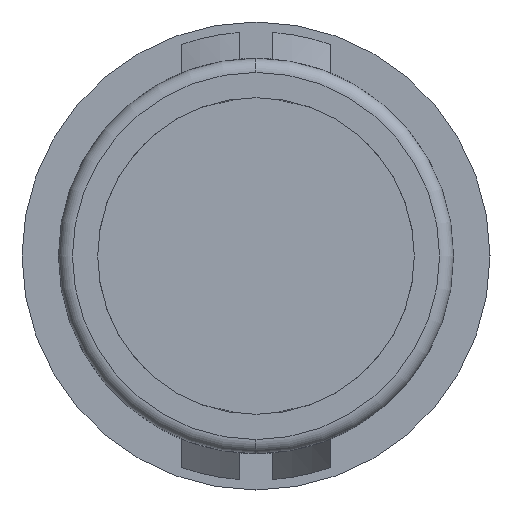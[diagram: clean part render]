
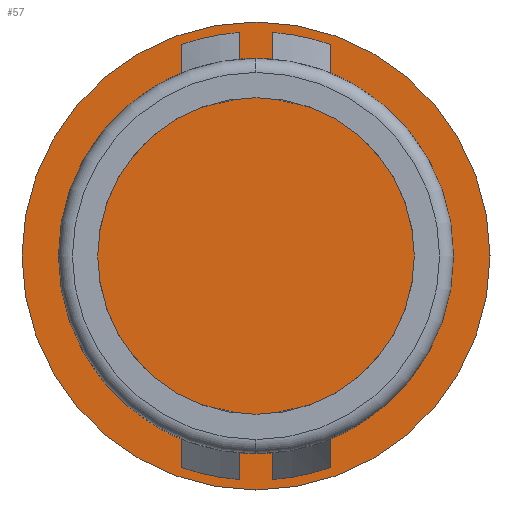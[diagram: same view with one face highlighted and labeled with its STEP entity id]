
A CAD part, front view. The second image highlights one B-rep face of the part: STEP entity #57.
In plain terms, the highlighted planar face has unit normal (0, -1, 0).
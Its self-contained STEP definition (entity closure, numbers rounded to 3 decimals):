
#37 = AXIS2_PLACEMENT_3D ( 'NONE', #867, #868, #869 ) ;
#57 = ADVANCED_FACE ( 'NONE', ( #107, #109, #111 ), #319, .T. ) ;
#100 = AXIS2_PLACEMENT_3D ( 'NONE', #951, #976, #977 ) ;
#104 = VECTOR ( 'NONE', #966, 1000. ) ;
#107 = FACE_BOUND ( 'NONE', #635, .T. ) ;
#109 = FACE_OUTER_BOUND ( 'NONE', #636, .T. ) ;
#111 = FACE_BOUND ( 'NONE', #637, .T. ) ;
#113 = AXIS2_PLACEMENT_3D ( 'NONE', #320, #321, #322 ) ;
#199 = AXIS2_PLACEMENT_3D ( 'NONE', #1283, #1284, #1285 ) ;
#212 = VECTOR ( 'NONE', #1437, 1000. ) ;
#216 = AXIS2_PLACEMENT_3D ( 'NONE', #1449, #1450, #1451 ) ;
#233 = EDGE_CURVE ( 'NONE', #1619, #1622, #709, .T. ) ;
#277 = VERTEX_POINT ( 'NONE', #1406 ) ;
#283 = VERTEX_POINT ( 'NONE', #1412 ) ;
#319 = PLANE ( 'NONE',  #113 ) ;
#320 = CARTESIAN_POINT ( 'NONE',  ( -7.05, 0., 0. ) ) ;
#321 = DIRECTION ( 'NONE',  ( 0., -1., 0. ) ) ;
#322 = DIRECTION ( 'NONE',  ( 0., 0., -1. ) ) ;
#369 = CARTESIAN_POINT ( 'NONE',  ( 0., 0., 0. ) ) ;
#370 = DIRECTION ( 'NONE',  ( 0., -1., 0. ) ) ;
#371 = DIRECTION ( 'NONE',  ( 0., 0., -1. ) ) ;
#418 = CIRCLE ( 'NONE', #100, 8.35 ) ;
#424 = CIRCLE ( 'NONE', #37, 7.05 ) ;
#430 = CIRCLE ( 'NONE', #1244, 8.35 ) ;
#500 = EDGE_CURVE ( 'NONE', #1619, #283, #1435, .T. ) ;
#504 = EDGE_CURVE ( 'NONE', #277, #1659, #712, .T. ) ;
#554 = EDGE_CURVE ( 'NONE', #1657, #283, #722, .T. ) ;
#635 = EDGE_LOOP ( 'NONE', ( #1057, #1100, #1067, #1106 ) ) ;
#636 = EDGE_LOOP ( 'NONE', ( #1081, #1576 ) ) ;
#637 = EDGE_LOOP ( 'NONE', ( #1579, #1126, #1101, #1588 ) ) ;
#691 = EDGE_CURVE ( 'NONE', #1644, #277, #964, .T. ) ;
#695 = EDGE_CURVE ( 'NONE', #1638, #1637, #418, .T. ) ;
#709 = CIRCLE ( 'NONE', #1180, 5.65 ) ;
#712 = CIRCLE ( 'NONE', #216, 5.65 ) ;
#722 = CIRCLE ( 'NONE', #199, 7.05 ) ;
#759 = CARTESIAN_POINT ( 'NONE',  ( -3.85, 0., 4.135 ) ) ;
#762 = CARTESIAN_POINT ( 'NONE',  ( -3.85, 0., -4.135 ) ) ;
#777 = CARTESIAN_POINT ( 'NONE',  ( 0., 0., 8.35 ) ) ;
#778 = CARTESIAN_POINT ( 'NONE',  ( 0., 0., -8.35 ) ) ;
#784 = CARTESIAN_POINT ( 'NONE',  ( 3.85, 0., -5.906 ) ) ;
#785 = CARTESIAN_POINT ( 'NONE',  ( 3.85, 0., 5.906 ) ) ;
#797 = CARTESIAN_POINT ( 'NONE',  ( -3.85, 0., -5.906 ) ) ;
#799 = CARTESIAN_POINT ( 'NONE',  ( 3.85, 0., 4.135 ) ) ;
#867 = CARTESIAN_POINT ( 'NONE',  ( 0., 0., 0. ) ) ;
#868 = DIRECTION ( 'NONE',  ( 0., 1., 0. ) ) ;
#869 = DIRECTION ( 'NONE',  ( 0., 0., 1. ) ) ;
#951 = CARTESIAN_POINT ( 'NONE',  ( 0., 0., 0. ) ) ;
#964 = LINE ( 'NONE', #965, #104 ) ;
#965 = CARTESIAN_POINT ( 'NONE',  ( 3.85, 0., -8.35 ) ) ;
#966 = DIRECTION ( 'NONE',  ( 0., 0., 1. ) ) ;
#976 = DIRECTION ( 'NONE',  ( 0., 1., 0. ) ) ;
#977 = DIRECTION ( 'NONE',  ( 0., 0., 1. ) ) ;
#1057 = ORIENTED_EDGE ( 'NONE', *, *, #554, .T. ) ;
#1067 = ORIENTED_EDGE ( 'NONE', *, *, #233, .T. ) ;
#1081 = ORIENTED_EDGE ( 'NONE', *, *, #1995, .F. ) ;
#1100 = ORIENTED_EDGE ( 'NONE', *, *, #500, .F. ) ;
#1101 = ORIENTED_EDGE ( 'NONE', *, *, #504, .T. ) ;
#1106 = ORIENTED_EDGE ( 'NONE', *, *, #1707, .F. ) ;
#1126 = ORIENTED_EDGE ( 'NONE', *, *, #691, .T. ) ;
#1180 = AXIS2_PLACEMENT_3D ( 'NONE', #369, #370, #371 ) ;
#1217 = VECTOR ( 'NONE', #1742, 1000. ) ;
#1244 = AXIS2_PLACEMENT_3D ( 'NONE', #1840, #1853, #1854 ) ;
#1254 = VECTOR ( 'NONE', #1912, 1000. ) ;
#1283 = CARTESIAN_POINT ( 'NONE',  ( 0., 0., 0. ) ) ;
#1284 = DIRECTION ( 'NONE',  ( 0., 1., 0. ) ) ;
#1285 = DIRECTION ( 'NONE',  ( 0., 0., 1. ) ) ;
#1406 = CARTESIAN_POINT ( 'NONE',  ( 3.85, 0., -4.135 ) ) ;
#1412 = CARTESIAN_POINT ( 'NONE',  ( -3.85, 0., 5.906 ) ) ;
#1435 = LINE ( 'NONE', #1436, #212 ) ;
#1436 = CARTESIAN_POINT ( 'NONE',  ( -3.85, 0., -8.35 ) ) ;
#1437 = DIRECTION ( 'NONE',  ( 0., 0., 1. ) ) ;
#1449 = CARTESIAN_POINT ( 'NONE',  ( 0., 0., 0. ) ) ;
#1450 = DIRECTION ( 'NONE',  ( 0., -1., 0. ) ) ;
#1451 = DIRECTION ( 'NONE',  ( 0., 0., -1. ) ) ;
#1576 = ORIENTED_EDGE ( 'NONE', *, *, #695, .F. ) ;
#1579 = ORIENTED_EDGE ( 'NONE', *, *, #1702, .T. ) ;
#1588 = ORIENTED_EDGE ( 'NONE', *, *, #2006, .T. ) ;
#1619 = VERTEX_POINT ( 'NONE', #759 ) ;
#1622 = VERTEX_POINT ( 'NONE', #762 ) ;
#1637 = VERTEX_POINT ( 'NONE', #777 ) ;
#1638 = VERTEX_POINT ( 'NONE', #778 ) ;
#1644 = VERTEX_POINT ( 'NONE', #784 ) ;
#1645 = VERTEX_POINT ( 'NONE', #785 ) ;
#1657 = VERTEX_POINT ( 'NONE', #797 ) ;
#1659 = VERTEX_POINT ( 'NONE', #799 ) ;
#1702 = EDGE_CURVE ( 'NONE', #1645, #1644, #424, .T. ) ;
#1707 = EDGE_CURVE ( 'NONE', #1657, #1622, #1740, .T. ) ;
#1740 = LINE ( 'NONE', #1741, #1217 ) ;
#1741 = CARTESIAN_POINT ( 'NONE',  ( -3.85, 0., -8.35 ) ) ;
#1742 = DIRECTION ( 'NONE',  ( 0., 0., 1. ) ) ;
#1840 = CARTESIAN_POINT ( 'NONE',  ( 0., 0., 0. ) ) ;
#1853 = DIRECTION ( 'NONE',  ( 0., 1., 0. ) ) ;
#1854 = DIRECTION ( 'NONE',  ( 0., 0., 1. ) ) ;
#1910 = LINE ( 'NONE', #1911, #1254 ) ;
#1911 = CARTESIAN_POINT ( 'NONE',  ( 3.85, 0., -8.35 ) ) ;
#1912 = DIRECTION ( 'NONE',  ( 0., 0., 1. ) ) ;
#1995 = EDGE_CURVE ( 'NONE', #1637, #1638, #430, .T. ) ;
#2006 = EDGE_CURVE ( 'NONE', #1659, #1645, #1910, .T. ) ;
